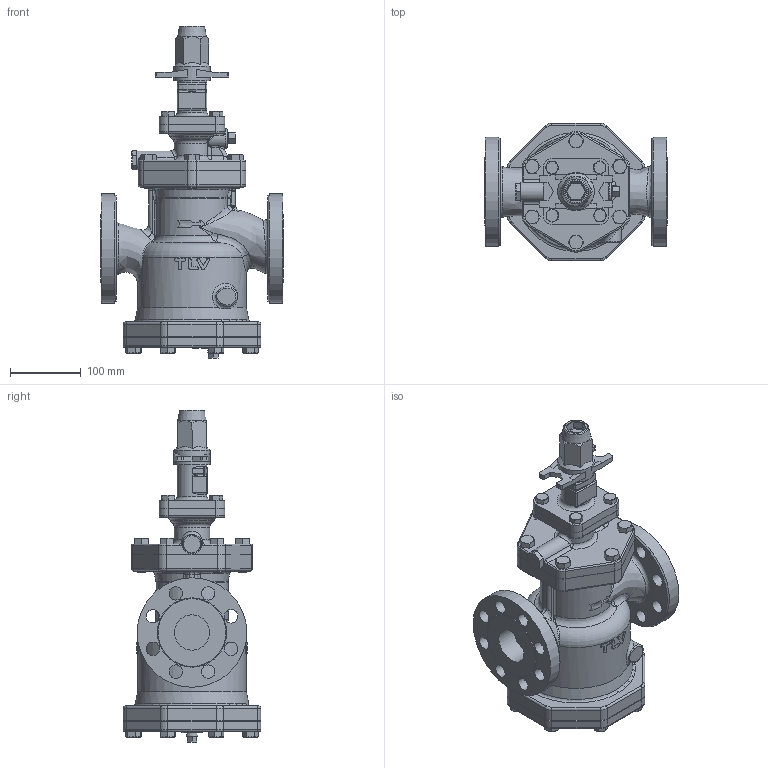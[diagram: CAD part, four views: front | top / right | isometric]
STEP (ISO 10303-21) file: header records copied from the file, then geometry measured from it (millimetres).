
FILE_DESCRIPTION(/* description */ (''),/* implementation_level */ '2;1');
FILE_NAME(/* name */ 'acosr-050-jis20-00.stp',/* time_stamp */ '2017-11-15T17:32:06+09:00',/* author */ ('nakaot'),/* organization */ (''),/* preprocessor_version */ 'ST-DEVELOPER v15.6',/* originating_system */ 'Autodesk Inventor 2015',/* authorisation */ '');
FILE_SCHEMA (('CONFIG_CONTROL_DESIGN'));
Length unit declared in the file: millimetre
Products named in the file (1): acosr-050-jis20-00
Bounding box: 259 x 195 x 470 mm (x, y, z)
Volume: 6090425.1 mm3; surface area: 515275.5 mm2
Topology: 3 solids, 4 shells, 917 faces, 2203 edges, 1355 vertices
Faces by surface type: plane 343, cylinder 227, cone 130, bspline 125, torus 69, sphere 23
Full cylindrical faces by diameter (mm): 8.376 x4, 10 x4, 10.106 x6, 12 x18, 13.889 x1, 14 x14, 19 x16, 27 x1, 28 x1, 42 x1, 50 x3, 52 x1, 80 x1, 106.856 x1, 154 x1, 155 x2
Entity records: 32654 total; most frequent: CARTESIAN_POINT 13076, ORIENTED_EDGE 4094, DIRECTION 3864, EDGE_CURVE 2047, AXIS2_PLACEMENT_3D 1564, VERTEX_POINT 1305, EDGE_LOOP 1150, FACE_OUTER_BOUND 916
